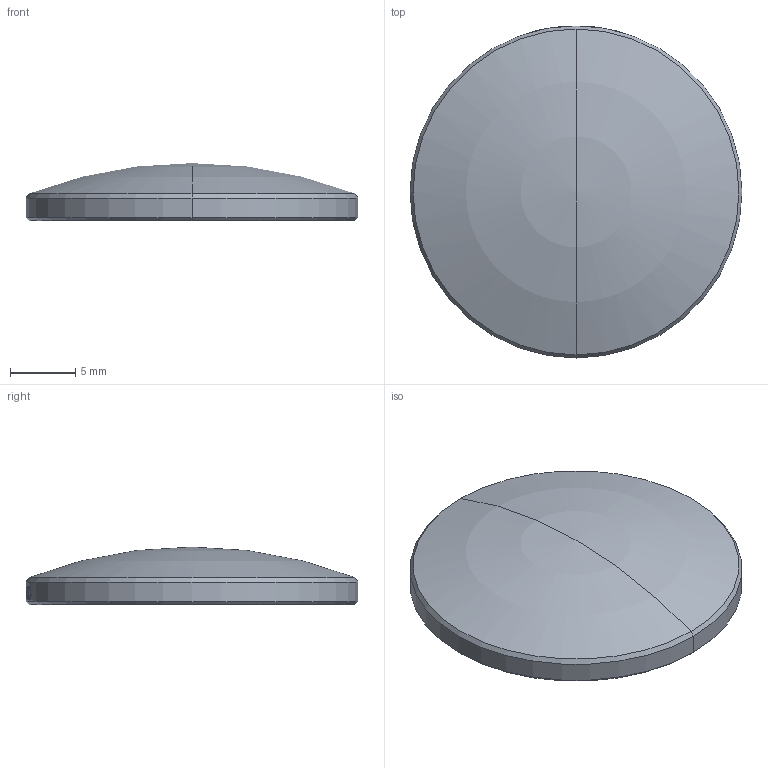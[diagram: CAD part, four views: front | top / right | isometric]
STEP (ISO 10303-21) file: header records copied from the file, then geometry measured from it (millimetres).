
FILE_DESCRIPTION (( 'STEP AP214' ), '1' );
FILE_NAME ('CTN014987-999.STEP', '2020-02-26T07:29:29', ( '' ), ( '' ), 'SwSTEP 2.0', 'SolidWorks 2018', '' );
FILE_SCHEMA (( 'AUTOMOTIVE_DESIGN' ));
Length unit declared in the file: millimetre
Products named in the file (2): CTN014987-999; CTN015006
Assembly tree (1 placements, depth 2):
  CTN014987-999
    CTN015006
Bounding box: 25.4 x 25.4 x 4.42 mm (x, y, z)
Volume: 1629.5 mm3; surface area: 1172.6 mm2
Topology: 1 solids, 1 shells, 27 faces, 150 edges, 135 vertices
Faces by surface type: cylinder 20, cone 4, torus 2, plane 1
Entity records: 2396 total; most frequent: CARTESIAN_POINT 1227, ORIENTED_EDGE 296, DIRECTION 159, EDGE_CURVE 148, VERTEX_POINT 135, B_SPLINE_CURVE_WITH_KNOTS 86, AXIS2_PLACEMENT_3D 66, EDGE_LOOP 39
